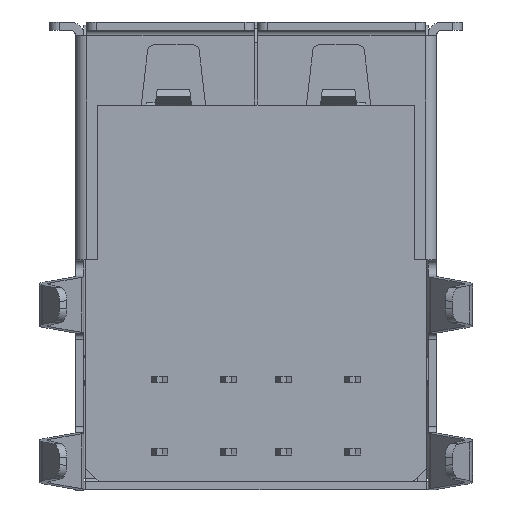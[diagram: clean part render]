
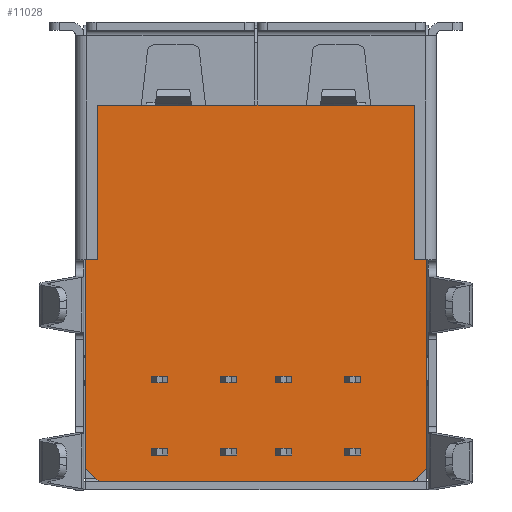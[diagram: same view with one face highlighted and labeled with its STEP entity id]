
A CAD part, front view. The second image highlights one B-rep face of the part: STEP entity #11028.
In plain terms, the highlighted planar face has unit normal (0, -1, 0).
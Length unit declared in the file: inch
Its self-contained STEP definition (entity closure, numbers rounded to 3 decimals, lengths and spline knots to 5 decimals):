
#38 = ORIENTED_EDGE ( 'NONE', *, *, #38711, .T. ) ;
#169 = LINE ( 'NONE', #2625, #16920 ) ;
#937 = VERTEX_POINT ( 'NONE', #17978 ) ;
#1057 = ORIENTED_EDGE ( 'NONE', *, *, #35493, .T. ) ;
#2625 = CARTESIAN_POINT ( 'NONE',  ( -0.24409, 0., -0.23307 ) ) ;
#4169 = DIRECTION ( 'NONE',  ( 0., 0., -1. ) ) ;
#5346 = VERTEX_POINT ( 'NONE', #30029 ) ;
#5875 = CARTESIAN_POINT ( 'NONE',  ( -0.24409, 0., -0.11181 ) ) ;
#6056 = CARTESIAN_POINT ( 'NONE',  ( 0.22441, 0., -0.25276 ) ) ;
#6594 = VERTEX_POINT ( 'NONE', #40208 ) ;
#7427 = ORIENTED_EDGE ( 'NONE', *, *, #36344, .T. ) ;
#7512 = CARTESIAN_POINT ( 'NONE',  ( 0.22638, 0., -0.11181 ) ) ;
#8024 = DIRECTION ( 'NONE',  ( 0., -1., 0. ) ) ;
#8038 = AXIS2_PLACEMENT_3D ( 'NONE', #26900, #8024, #30077 ) ;
#8039 = CARTESIAN_POINT ( 'NONE',  ( -0.22441, 0., -0.25276 ) ) ;
#8589 = CARTESIAN_POINT ( 'NONE',  ( 0.22441, 0., -0.25276 ) ) ;
#9379 = ORIENTED_EDGE ( 'NONE', *, *, #22364, .T. ) ;
#10456 = EDGE_CURVE ( 'NONE', #17227, #23077, #10965, .T. ) ;
#10657 = VERTEX_POINT ( 'NONE', #40571 ) ;
#10965 = LINE ( 'NONE', #36020, #34163 ) ;
#11028 = ADVANCED_FACE ( 'NONE', ( #13787 ), #29933, .T. ) ;
#12681 = EDGE_LOOP ( 'NONE', ( #31357, #7427, #1057, #9379, #19376, #17027, #33902, #17848, #24470, #38 ) ) ;
#12895 = LINE ( 'NONE', #7512, #29688 ) ;
#13004 = DIRECTION ( 'NONE',  ( -1., 0., 0. ) ) ;
#13344 = CARTESIAN_POINT ( 'NONE',  ( 0.22441, 0., -0.25276 ) ) ;
#13787 = FACE_OUTER_BOUND ( 'NONE', #12681, .T. ) ;
#15379 = CARTESIAN_POINT ( 'NONE',  ( -0.22638, 0., 0.06496 ) ) ;
#15720 = EDGE_CURVE ( 'NONE', #39012, #33187, #22286, .T. ) ;
#16006 = EDGE_CURVE ( 'NONE', #6594, #5346, #24780, .T. ) ;
#16179 = LINE ( 'NONE', #38240, #32961 ) ;
#16343 = VECTOR ( 'NONE', #4169, 39.37008 ) ;
#16417 = VECTOR ( 'NONE', #17566, 39.37008 ) ;
#16920 = VECTOR ( 'NONE', #24691, 39.37008 ) ;
#17027 = ORIENTED_EDGE ( 'NONE', *, *, #39290, .T. ) ;
#17227 = VERTEX_POINT ( 'NONE', #30950 ) ;
#17566 = DIRECTION ( 'NONE',  ( -1., 0., 0. ) ) ;
#17848 = ORIENTED_EDGE ( 'NONE', *, *, #38147, .T. ) ;
#17978 = CARTESIAN_POINT ( 'NONE',  ( 0.22638, 0., 0.06496 ) ) ;
#19376 = ORIENTED_EDGE ( 'NONE', *, *, #16006, .T. ) ;
#19828 = CARTESIAN_POINT ( 'NONE',  ( -0.22638, 0., -0.11181 ) ) ;
#20597 = VERTEX_POINT ( 'NONE', #21144 ) ;
#20628 = VECTOR ( 'NONE', #27888, 39.37008 ) ;
#21112 = DIRECTION ( 'NONE',  ( 1., 0., 0. ) ) ;
#21144 = CARTESIAN_POINT ( 'NONE',  ( -0.24409, 0., 0.06496 ) ) ;
#22286 = LINE ( 'NONE', #8589, #39039 ) ;
#22364 = EDGE_CURVE ( 'NONE', #10657, #6594, #40606, .T. ) ;
#23077 = VERTEX_POINT ( 'NONE', #25388 ) ;
#24470 = ORIENTED_EDGE ( 'NONE', *, *, #15720, .T. ) ;
#24691 = DIRECTION ( 'NONE',  ( 0.707, 0., -0.707 ) ) ;
#24780 = LINE ( 'NONE', #19828, #16343 ) ;
#24947 = DIRECTION ( 'NONE',  ( -1., 0., 0. ) ) ;
#25388 = CARTESIAN_POINT ( 'NONE',  ( 0.24409, 0., 0.06496 ) ) ;
#26900 = CARTESIAN_POINT ( 'NONE',  ( 0., 0., -0.11181 ) ) ;
#27888 = DIRECTION ( 'NONE',  ( 0., 0., -1. ) ) ;
#28226 = EDGE_CURVE ( 'NONE', #20597, #37957, #37404, .T. ) ;
#29199 = LINE ( 'NONE', #6056, #37541 ) ;
#29530 = CARTESIAN_POINT ( 'NONE',  ( -0.24409, 0., -0.23307 ) ) ;
#29582 = DIRECTION ( 'NONE',  ( 0., 0., 1. ) ) ;
#29688 = VECTOR ( 'NONE', #29582, 39.37008 ) ;
#29933 = PLANE ( 'NONE',  #8038 ) ;
#30029 = CARTESIAN_POINT ( 'NONE',  ( -0.22638, 0., 0.06496 ) ) ;
#30077 = DIRECTION ( 'NONE',  ( 0., 0., -1. ) ) ;
#30950 = CARTESIAN_POINT ( 'NONE',  ( 0.24409, 0., -0.23307 ) ) ;
#31357 = ORIENTED_EDGE ( 'NONE', *, *, #10456, .T. ) ;
#31371 = DIRECTION ( 'NONE',  ( 0.707, 0., 0.707 ) ) ;
#32961 = VECTOR ( 'NONE', #13004, 39.37008 ) ;
#33187 = VERTEX_POINT ( 'NONE', #13344 ) ;
#33902 = ORIENTED_EDGE ( 'NONE', *, *, #28226, .T. ) ;
#34163 = VECTOR ( 'NONE', #39196, 39.37008 ) ;
#34467 = VECTOR ( 'NONE', #24947, 39.37008 ) ;
#35438 = LINE ( 'NONE', #15379, #34467 ) ;
#35493 = EDGE_CURVE ( 'NONE', #937, #10657, #12895, .T. ) ;
#36020 = CARTESIAN_POINT ( 'NONE',  ( 0.24409, 0., -0.11181 ) ) ;
#36344 = EDGE_CURVE ( 'NONE', #23077, #937, #35438, .T. ) ;
#37404 = LINE ( 'NONE', #5875, #20628 ) ;
#37541 = VECTOR ( 'NONE', #31371, 39.37008 ) ;
#37957 = VERTEX_POINT ( 'NONE', #29530 ) ;
#38147 = EDGE_CURVE ( 'NONE', #37957, #39012, #169, .T. ) ;
#38240 = CARTESIAN_POINT ( 'NONE',  ( -0.22638, 0., 0.06496 ) ) ;
#38711 = EDGE_CURVE ( 'NONE', #33187, #17227, #29199, .T. ) ;
#39012 = VERTEX_POINT ( 'NONE', #8039 ) ;
#39039 = VECTOR ( 'NONE', #21112, 39.37008 ) ;
#39196 = DIRECTION ( 'NONE',  ( 0., 0., 1. ) ) ;
#39290 = EDGE_CURVE ( 'NONE', #5346, #20597, #16179, .T. ) ;
#39624 = CARTESIAN_POINT ( 'NONE',  ( 0., 0., 0.28543 ) ) ;
#40208 = CARTESIAN_POINT ( 'NONE',  ( -0.22638, 0., 0.28543 ) ) ;
#40571 = CARTESIAN_POINT ( 'NONE',  ( 0.22638, 0., 0.28543 ) ) ;
#40606 = LINE ( 'NONE', #39624, #16417 ) ;
